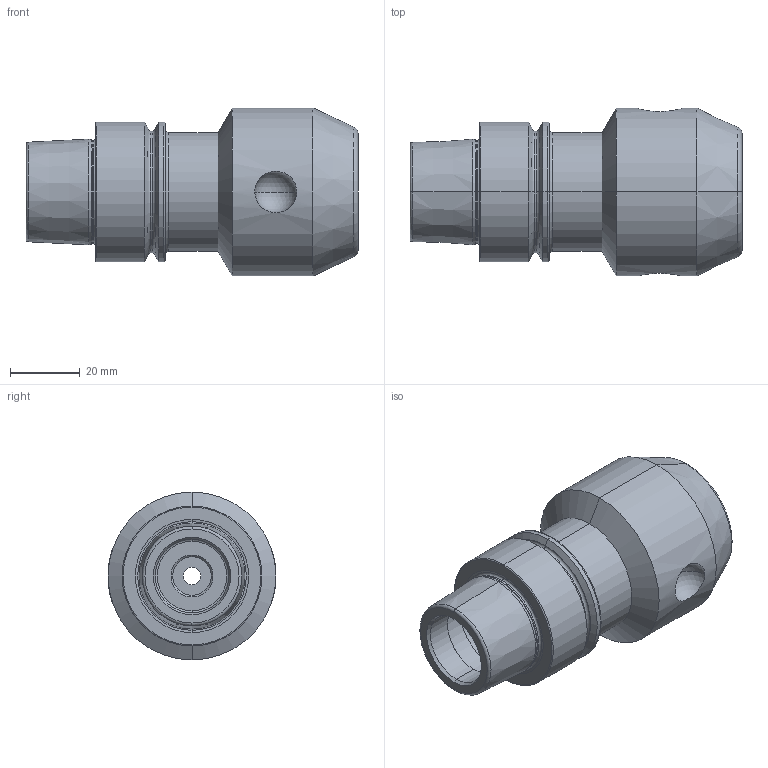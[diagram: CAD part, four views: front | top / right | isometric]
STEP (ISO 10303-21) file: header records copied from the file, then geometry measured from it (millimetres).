
FILE_DESCRIPTION (( 'STEP AP214' ), '1' );
FILE_NAME ('HE4.W16.K01.075.STEP', '2014-10-27T10:48:09', ( 'baer' ), ( 'Hewlett-Packard Company' ), 'SwSTEP 2.0', 'SolidWorks 2012', '' );
FILE_SCHEMA (( 'AUTOMOTIVE_DESIGN' ));
Length unit declared in the file: millimetre
Products named in the file (3): HE4-W16.K01.075_B_Fertigbearbeitung; HE4.W16.K01.075; W16-ER1.001.016
Assembly tree (2 placements, depth 2):
  HE4.W16.K01.075
    HE4-W16.K01.075_B_Fertigbearbeitung
    W16-ER1.001.016
Bounding box: 94.9 x 48 x 48 mm (x, y, z)
Volume: 94155.1 mm3; surface area: 21662.4 mm2
Topology: 2 solids, 2 shells, 113 faces, 232 edges, 132 vertices
Faces by surface type: cylinder 32, torus 30, cone 28, plane 19, bspline 2, sphere 2
Entity records: 4026 total; most frequent: CARTESIAN_POINT 965, DIRECTION 594, ORIENTED_EDGE 460, AXIS2_PLACEMENT_3D 258, EDGE_CURVE 230, CIRCLE 142, VERTEX_POINT 132, EDGE_LOOP 128
